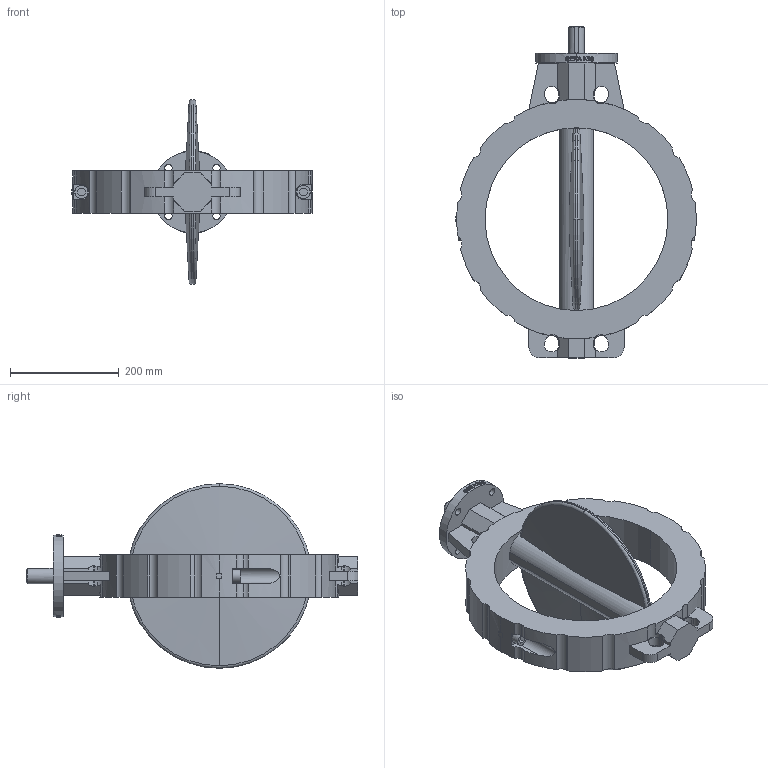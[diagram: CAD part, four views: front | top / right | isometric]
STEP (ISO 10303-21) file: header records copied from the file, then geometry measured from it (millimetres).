
FILE_DESCRIPTION (( 'STEP AP214' ), '1' );
FILE_NAME ('K19-0350.STEP', '2014-06-20T09:57:28', ( '' ), ( '' ), 'SwSTEP 2.0', 'SolidWorks 2013', '' );
FILE_SCHEMA (( 'AUTOMOTIVE_DESIGN' ));
Length unit declared in the file: millimetre
Products named in the file (1): K19-0350
Bounding box: 441.19 x 610 x 339.2 mm (x, y, z)
Volume: 7988241.3 mm3; surface area: 609325.7 mm2
Topology: 1 solids, 1 shells, 379 faces, 1057 edges, 703 vertices
Faces by surface type: plane 171, cylinder 127, bspline 67, cone 8, torus 6
Entity records: 16627 total; most frequent: CARTESIAN_POINT 7271, ORIENTED_EDGE 2114, DIRECTION 1733, EDGE_CURVE 1057, VERTEX_POINT 703, AXIS2_PLACEMENT_3D 609, LINE 515, VECTOR 515
